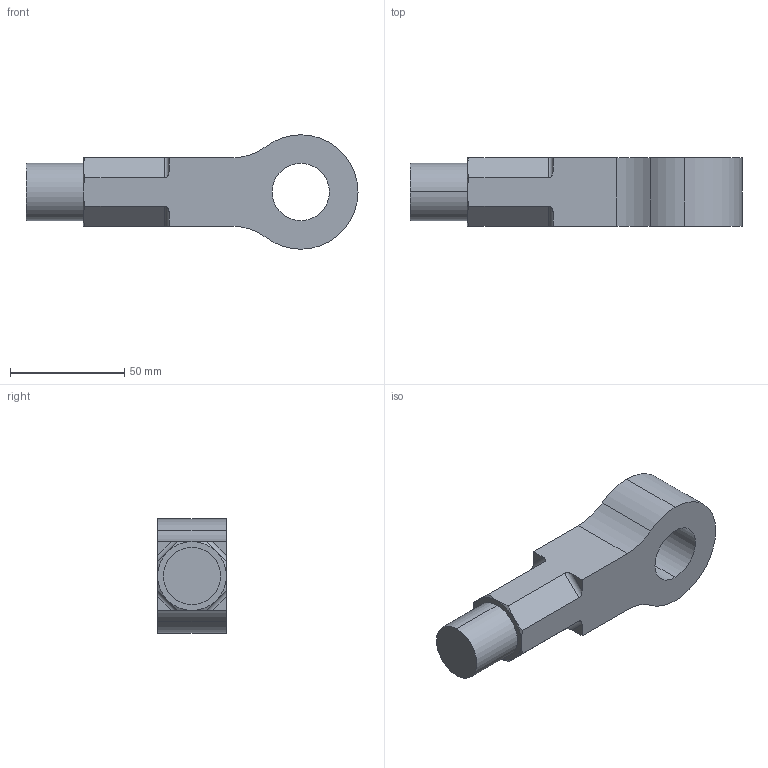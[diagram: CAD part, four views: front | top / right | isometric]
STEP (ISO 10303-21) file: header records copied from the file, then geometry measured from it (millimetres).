
FILE_DESCRIPTION (( 'STEP AP214' ), '1' );
FILE_NAME ('Eye.STEP', '2025-02-11T19:53:16', ( '' ), ( '' ), 'SwSTEP 2.0', 'SolidWorks 2024', '' );
FILE_SCHEMA (( 'AUTOMOTIVE_DESIGN' ));
Length unit declared in the file: millimetre
Products named in the file (1): Eye
Bounding box: 145 x 30 x 50 mm (x, y, z)
Volume: 115704.2 mm3; surface area: 19861.9 mm2
Topology: 1 solids, 1 shells, 35 faces, 88 edges, 56 vertices
Faces by surface type: plane 14, cylinder 13, cone 8
Entity records: 1135 total; most frequent: CARTESIAN_POINT 300, ORIENTED_EDGE 176, DIRECTION 162, EDGE_CURVE 88, AXIS2_PLACEMENT_3D 62, VERTEX_POINT 56, EDGE_LOOP 38, VECTOR 38
